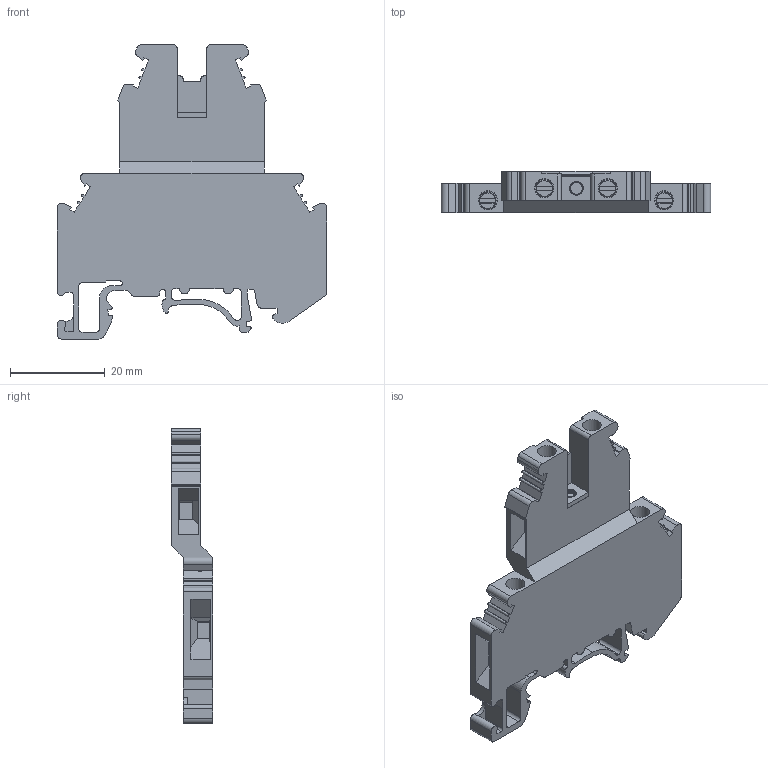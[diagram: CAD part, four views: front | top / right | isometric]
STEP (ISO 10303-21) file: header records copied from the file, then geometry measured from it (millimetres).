
FILE_DESCRIPTION( ('This file contains a STEP AP42 implementation' ,'as created by ZW3D STEP Interface translator.') ,'2;1' );
FILE_NAME( 'RUG-D-B傷赽-耀倰.stp' ,'24 220.131943', (''), ('ZWCAD Software Co.'), 'Version 1.0', 'ZW3D to STEP translator', '' );
FILE_SCHEMA(('AUTOMOTIVE_DESIGN { 1 0 10303 214 1 1 1 1 }'));
Length unit declared in the file: millimetre
Products named in the file (2): 0; RUG-D-B傷赽-耀倰
Bounding box: 56.86 x 8.7 x 62.14 mm (x, y, z)
Volume: 12242.9 mm3; surface area: 7866 mm2
Topology: 1 solids, 1 shells, 378 faces, 990 edges, 629 vertices
Faces by surface type: plane 256, cylinder 91, cone 28, bspline 3
Full cylindrical faces by diameter (mm): 2.4 x2, 2.5 x1, 3.5 x4, 4 x4
Entity records: 12297 total; most frequent: CARTESIAN_POINT 2494, ORIENTED_EDGE 1980, DIRECTION 1893, EDGE_CURVE 990, VECTOR 719, LINE 719, VERTEX_POINT 629, AXIS2_PLACEMENT_3D 587
